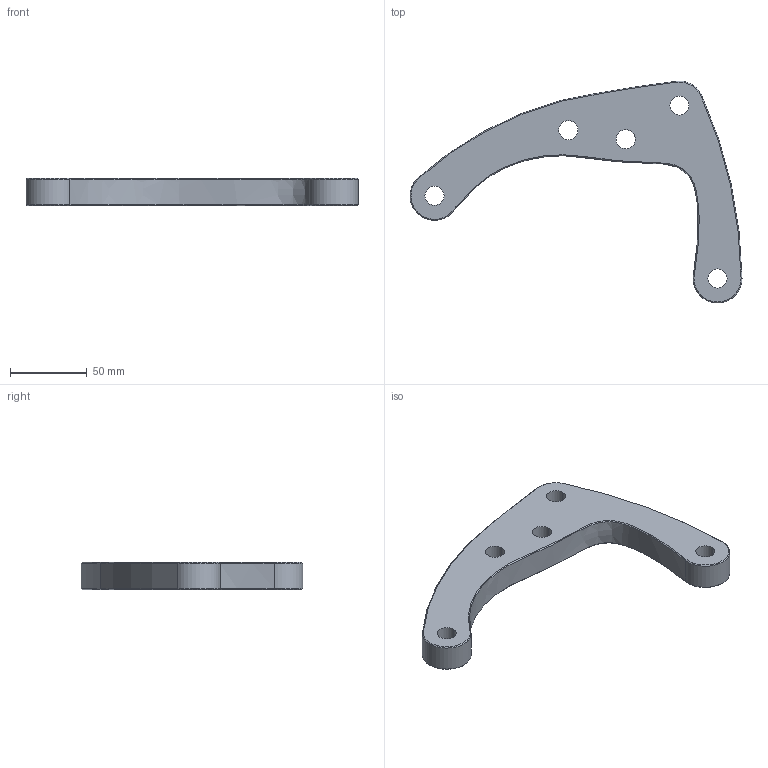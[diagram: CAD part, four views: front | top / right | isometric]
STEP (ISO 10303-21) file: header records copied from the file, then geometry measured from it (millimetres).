
FILE_DESCRIPTION((''),'2;1');
FILE_NAME('BV','2023-11-07T14:24:48',('sebastien.carlier'),(''),'CREO PARAMETRIC BY PTC INC, 2022014','CREO PARAMETRIC BY PTC INC, 2022014','');
FILE_SCHEMA(('CONFIG_CONTROL_DESIGN'));
Length unit declared in the file: millimetre
Products named in the file (1): BV
Bounding box: 217 x 144.93 x 18 mm (x, y, z)
Volume: 172848.1 mm3; surface area: 35071.5 mm2
Topology: 1 solids, 1 shells, 46 faces, 106 edges, 64 vertices
Faces by surface type: cylinder 21, cone 14, plane 4, torus 4, bspline 2, extrusion 1
Entity records: 1834 total; most frequent: CARTESIAN_POINT 692, DIRECTION 253, ORIENTED_EDGE 212, AXIS2_PLACEMENT_3D 107, EDGE_CURVE 106, VERTEX_POINT 64, CIRCLE 64, EDGE_LOOP 58
